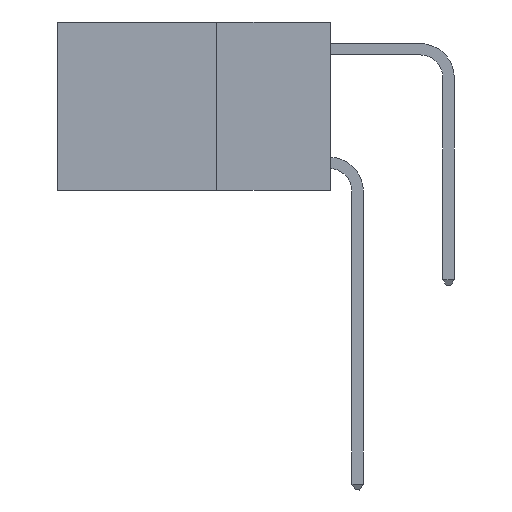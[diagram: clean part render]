
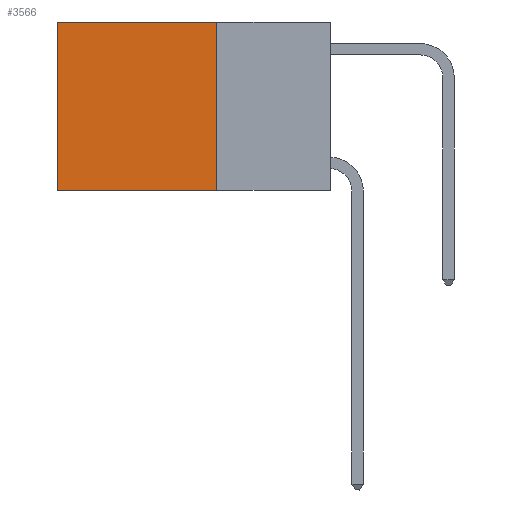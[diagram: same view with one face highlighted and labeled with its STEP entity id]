
A CAD part, left-side view. The second image highlights one B-rep face of the part: STEP entity #3566.
In plain terms, the highlighted planar face has unit normal (-1, 0, 0).
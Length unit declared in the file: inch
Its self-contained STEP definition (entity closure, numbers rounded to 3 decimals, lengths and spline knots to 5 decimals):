
#961 = CARTESIAN_POINT ( 'NONE',  ( 0.2625, 0.25, 0. ) ) ;
#1154 = ORIENTED_EDGE ( 'NONE', *, *, #19725, .F. ) ;
#1566 = AXIS2_PLACEMENT_3D ( 'NONE', #13288, #20267, #9866 ) ;
#3566 = ADVANCED_FACE ( 'NONE', ( #8578 ), #8158, .F. ) ;
#3708 = CARTESIAN_POINT ( 'NONE',  ( 0.2625, 0.6, 0. ) ) ;
#4120 = VERTEX_POINT ( 'NONE', #4593 ) ;
#4355 = VECTOR ( 'NONE', #19759, 39.37008 ) ;
#4593 = CARTESIAN_POINT ( 'NONE',  ( 0.2625, 0.25, -0.37 ) ) ;
#5421 = VERTEX_POINT ( 'NONE', #961 ) ;
#5443 = CARTESIAN_POINT ( 'NONE',  ( 0.2625, 0.25, 0. ) ) ;
#6064 = VECTOR ( 'NONE', #13955, 39.37008 ) ;
#6468 = VECTOR ( 'NONE', #17576, 39.37008 ) ;
#7521 = LINE ( 'NONE', #3708, #11588 ) ;
#8158 = PLANE ( 'NONE',  #1566 ) ;
#8578 = FACE_OUTER_BOUND ( 'NONE', #19079, .T. ) ;
#8592 = CARTESIAN_POINT ( 'NONE',  ( 0.2625, 0.6, -0.37 ) ) ;
#9351 = CARTESIAN_POINT ( 'NONE',  ( 0.2625, 0.25, 0. ) ) ;
#9461 = LINE ( 'NONE', #9351, #4355 ) ;
#9866 = DIRECTION ( 'NONE',  ( 0., 0., -1. ) ) ;
#9871 = ORIENTED_EDGE ( 'NONE', *, *, #17078, .F. ) ;
#10464 = CARTESIAN_POINT ( 'NONE',  ( 0.2625, 0.25, -0.37 ) ) ;
#10590 = CARTESIAN_POINT ( 'NONE',  ( 0.2625, 0.6, 0. ) ) ;
#11285 = EDGE_CURVE ( 'NONE', #5421, #21120, #9461, .T. ) ;
#11588 = VECTOR ( 'NONE', #21053, 39.37008 ) ;
#13288 = CARTESIAN_POINT ( 'NONE',  ( 0.2625, 0.25, 0. ) ) ;
#13955 = DIRECTION ( 'NONE',  ( 0., 1., 0. ) ) ;
#15093 = VERTEX_POINT ( 'NONE', #8592 ) ;
#17078 = EDGE_CURVE ( 'NONE', #4120, #15093, #18816, .T. ) ;
#17576 = DIRECTION ( 'NONE',  ( 0., 0., -1. ) ) ;
#18602 = ORIENTED_EDGE ( 'NONE', *, *, #21135, .T. ) ;
#18816 = LINE ( 'NONE', #10464, #6064 ) ;
#19079 = EDGE_LOOP ( 'NONE', ( #18602, #9871, #1154, #20205 ) ) ;
#19725 = EDGE_CURVE ( 'NONE', #5421, #4120, #19757, .T. ) ;
#19757 = LINE ( 'NONE', #5443, #6468 ) ;
#19759 = DIRECTION ( 'NONE',  ( 0., 1., 0. ) ) ;
#20205 = ORIENTED_EDGE ( 'NONE', *, *, #11285, .T. ) ;
#20267 = DIRECTION ( 'NONE',  ( 1., 0., 0. ) ) ;
#21053 = DIRECTION ( 'NONE',  ( 0., 0., -1. ) ) ;
#21120 = VERTEX_POINT ( 'NONE', #10590 ) ;
#21135 = EDGE_CURVE ( 'NONE', #21120, #15093, #7521, .T. ) ;
